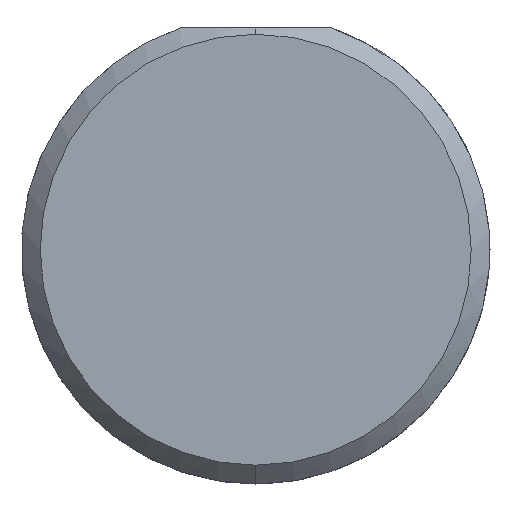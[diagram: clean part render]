
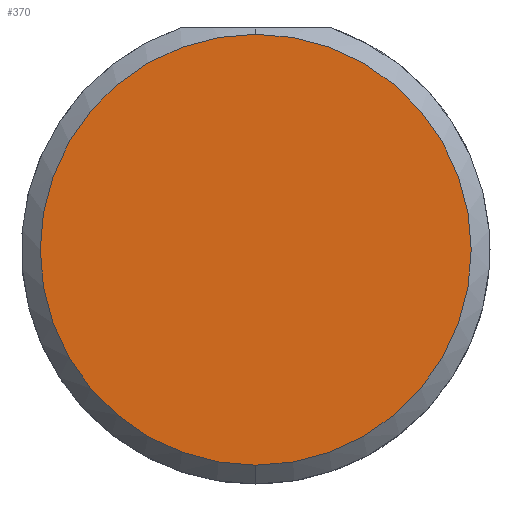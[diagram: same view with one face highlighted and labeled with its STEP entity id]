
A CAD part, left-side view. The second image highlights one B-rep face of the part: STEP entity #370.
In plain terms, the highlighted planar face has unit normal (-1, 0, 0).
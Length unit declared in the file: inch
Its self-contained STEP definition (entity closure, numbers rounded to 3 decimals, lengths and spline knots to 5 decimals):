
#2 = FACE_OUTER_BOUND ( 'NONE', #504, .T. ) ;
#28 = CIRCLE ( 'NONE', #616, 0.17235 ) ;
#34 = DIRECTION ( 'NONE',  ( 0., 0., 1. ) ) ;
#77 = CARTESIAN_POINT ( 'NONE',  ( 0., 0., 0. ) ) ;
#121 = AXIS2_PLACEMENT_3D ( 'NONE', #77, #566, #156 ) ;
#156 = DIRECTION ( 'NONE',  ( 0., 0., -1. ) ) ;
#174 = ORIENTED_EDGE ( 'NONE', *, *, #558, .T. ) ;
#181 = CARTESIAN_POINT ( 'NONE',  ( 0., 0., 0. ) ) ;
#186 = VERTEX_POINT ( 'NONE', #208 ) ;
#208 = CARTESIAN_POINT ( 'NONE',  ( 0., 0., -0.17235 ) ) ;
#248 = CIRCLE ( 'NONE', #966, 0.17235 ) ;
#370 = ADVANCED_FACE ( 'NONE', ( #2 ), #464, .F. ) ;
#377 = VERTEX_POINT ( 'NONE', #809 ) ;
#396 = ORIENTED_EDGE ( 'NONE', *, *, #869, .T. ) ;
#435 = DIRECTION ( 'NONE',  ( -1., 0., 0. ) ) ;
#464 = PLANE ( 'NONE',  #121 ) ;
#504 = EDGE_LOOP ( 'NONE', ( #396, #174 ) ) ;
#558 = EDGE_CURVE ( 'NONE', #377, #186, #28, .T. ) ;
#566 = DIRECTION ( 'NONE',  ( 1., 0., 0. ) ) ;
#616 = AXIS2_PLACEMENT_3D ( 'NONE', #1012, #923, #677 ) ;
#677 = DIRECTION ( 'NONE',  ( 0., 0., 1. ) ) ;
#809 = CARTESIAN_POINT ( 'NONE',  ( 0., 0., 0.17235 ) ) ;
#869 = EDGE_CURVE ( 'NONE', #186, #377, #248, .T. ) ;
#923 = DIRECTION ( 'NONE',  ( -1., 0., 0. ) ) ;
#966 = AXIS2_PLACEMENT_3D ( 'NONE', #181, #435, #34 ) ;
#1012 = CARTESIAN_POINT ( 'NONE',  ( 0., 0., 0. ) ) ;
